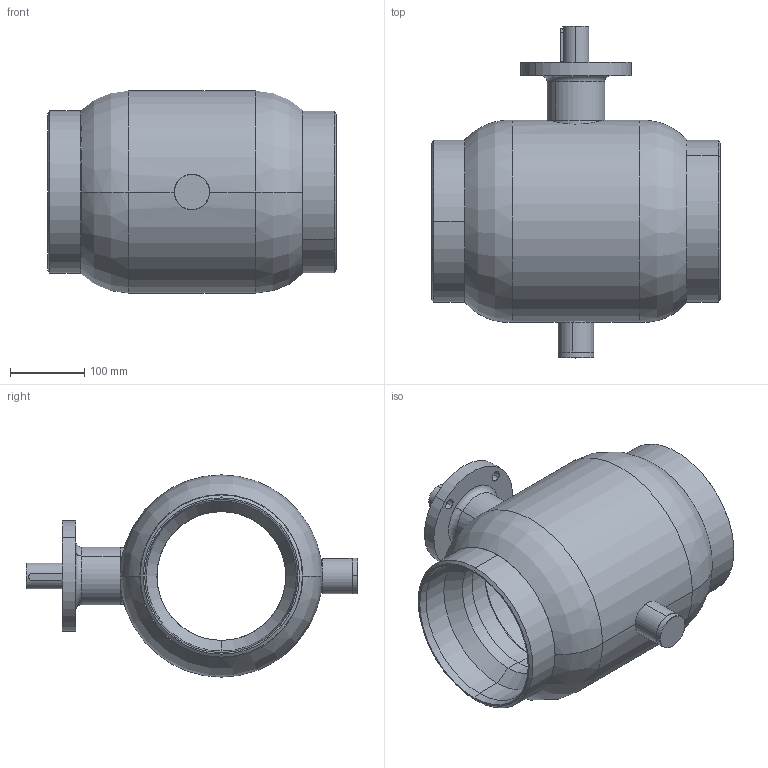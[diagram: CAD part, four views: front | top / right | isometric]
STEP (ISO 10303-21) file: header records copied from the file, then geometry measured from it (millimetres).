
FILE_DESCRIPTION (( 'STEP AP214' ), '1' );
FILE_NAME ('DN200Çò·§PN25.STEP', '2023-10-09T01:53:34', ( '' ), ( '' ), 'SwSTEP 2.0', 'SolidWorks 2019', '' );
FILE_SCHEMA (( 'AUTOMOTIVE_DESIGN' ));
Length unit declared in the file: millimetre
Products named in the file (8): Q61F-200-3概裝; 200-300瑩; 狟揤裔200; 200苤粣杶; Q61F-200-5粣杶党蜊; DN200球阀PN25; Q61F-200-1概极樓馱; Q61F-200-4傻諉
Assembly tree (8 placements, depth 2):
  DN200球阀PN25
    Q61F-200-1概极樓馱
    Q61F-200-5粣杶党蜊
    狟揤裔200
    Q61F-200-4傻諉  x2
    200苤粣杶
    Q61F-200-3概裝
    200-300瑩
Bounding box: 390 x 448.2 x 273 mm (x, y, z)
Volume: 3726005.5 mm3; surface area: 925663.4 mm2
Topology: 8 solids, 8 shells, 181 faces, 399 edges, 248 vertices
Faces by surface type: cylinder 89, plane 50, cone 26, torus 16
Entity records: 5594 total; most frequent: CARTESIAN_POINT 1287, DIRECTION 857, ORIENTED_EDGE 706, AXIS2_PLACEMENT_3D 358, EDGE_CURVE 353, VERTEX_POINT 222, EDGE_LOOP 191, CIRCLE 189
